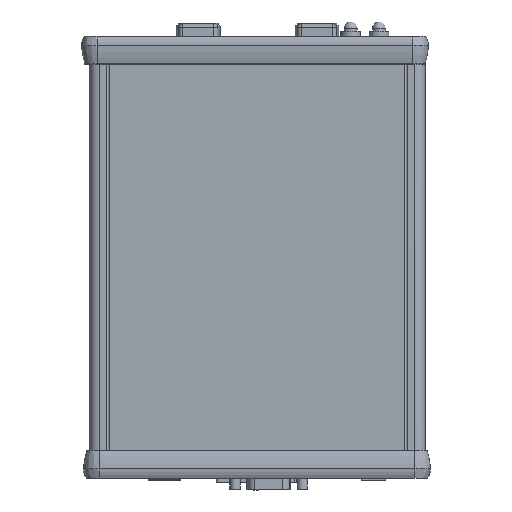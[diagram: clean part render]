
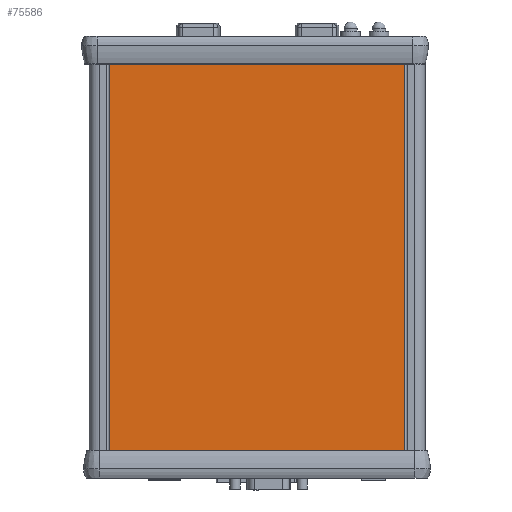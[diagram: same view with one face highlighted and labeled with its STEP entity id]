
A CAD part, front view. The second image highlights one B-rep face of the part: STEP entity #75586.
In plain terms, the highlighted planar face has unit normal (0, -1, 0).
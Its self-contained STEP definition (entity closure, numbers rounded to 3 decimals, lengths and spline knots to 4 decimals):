
#7710=LINE('',#122777,#15474);
#8008=LINE('',#124167,#15772);
#8632=LINE('',#126451,#16396);
#8633=LINE('',#126453,#16397);
#15474=VECTOR('',#94616,0.3937);
#15772=VECTOR('',#95798,4.3122);
#16396=VECTOR('',#97598,6.2992);
#16397=VECTOR('',#97601,6.2992);
#21380=FACE_OUTER_BOUND('',#25617,.T.);
#25617=EDGE_LOOP('',(#63547,#63548,#63549,#63550));
#33214=VERTEX_POINT('',#122774);
#33215=VERTEX_POINT('',#122776);
#33632=VERTEX_POINT('',#124164);
#33633=VERTEX_POINT('',#124166);
#42611=EDGE_CURVE('',#33215,#33214,#7710,.T.);
#43221=EDGE_CURVE('',#33633,#33632,#8008,.T.);
#44072=EDGE_CURVE('',#33215,#33632,#8632,.T.);
#44073=EDGE_CURVE('',#33214,#33633,#8633,.T.);
#63547=ORIENTED_EDGE('',*,*,#42611,.T.);
#63548=ORIENTED_EDGE('',*,*,#44073,.T.);
#63549=ORIENTED_EDGE('',*,*,#43221,.T.);
#63550=ORIENTED_EDGE('',*,*,#44072,.F.);
#68059=PLANE('',#80806);
#75586=ADVANCED_FACE('',(#21380),#68059,.T.);
#80806=AXIS2_PLACEMENT_3D('',#126452,#97599,#97600);
#94616=DIRECTION('',(1.,0.,0.));
#95798=DIRECTION('',(-1.,0.,0.));
#97598=DIRECTION('',(0.,0.,1.));
#97599=DIRECTION('center_axis',(0.,-1.,0.));
#97600=DIRECTION('ref_axis',(0.,0.,
1.));
#97601=DIRECTION('',(0.,0.,1.));
#122774=CARTESIAN_POINT('',(1.2604,-2.0276,0.0984));
#122776=CARTESIAN_POINT('',(-3.0518,-2.0276,0.0984));
#122777=CARTESIAN_POINT('',(0.1824,-2.0276,0.0984));
#124164=CARTESIAN_POINT('',(-3.0518,-2.0276,6.2992));
#124166=CARTESIAN_POINT('',(1.2604,-2.0276,6.2992));
#124167=CARTESIAN_POINT('',(1.2604,-2.0276,6.2992));
#126451=CARTESIAN_POINT('',(-3.0518,-2.0276,0.));
#126452=CARTESIAN_POINT('Origin',(1.2604,-2.0276,0.));
#126453=CARTESIAN_POINT('',(1.2604,-2.0276,0.));
